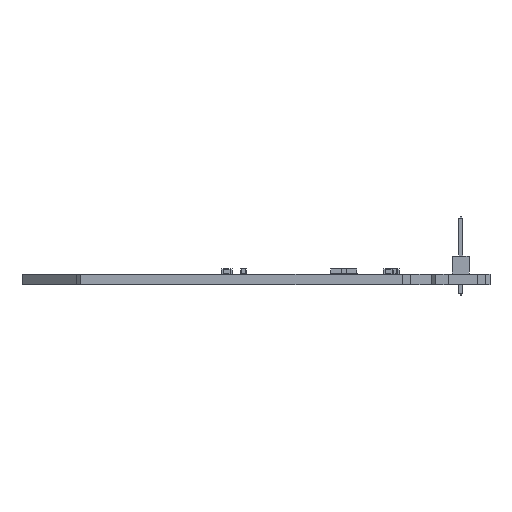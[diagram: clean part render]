
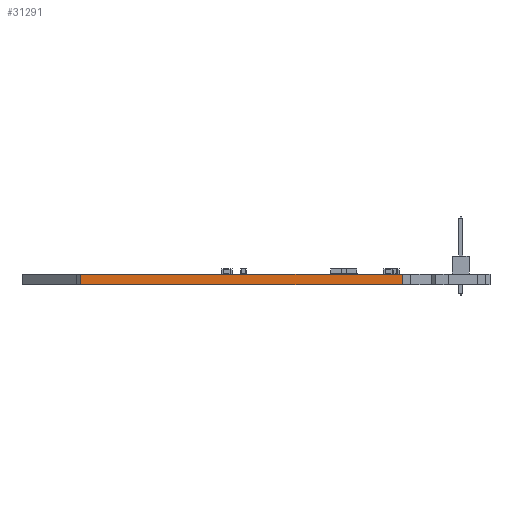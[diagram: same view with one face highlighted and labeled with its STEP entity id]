
A CAD part, left-side view. The second image highlights one B-rep face of the part: STEP entity #31291.
In plain terms, the highlighted planar face has unit normal (-1, 0, 0).
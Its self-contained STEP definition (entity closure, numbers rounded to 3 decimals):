
#16440 = PLANE('',#16441);
#16441 = AXIS2_PLACEMENT_3D('',#16442,#16443,#16444);
#16442 = CARTESIAN_POINT('',(146.998,-114.113,1.6));
#16443 = DIRECTION('',(0.,0.,1.));
#16444 = DIRECTION('',(1.,0.,-0.));
#16468 = PLANE('',#16469);
#16469 = AXIS2_PLACEMENT_3D('',#16470,#16471,#16472);
#16470 = CARTESIAN_POINT('',(104.978,-85.09,0.));
#16471 = DIRECTION('',(0.707,-0.707,0.));
#16472 = DIRECTION('',(-0.707,-0.707,0.));
#16494 = PLANE('',#16495);
#16495 = AXIS2_PLACEMENT_3D('',#16496,#16497,#16498);
#16496 = CARTESIAN_POINT('',(146.998,-114.113,0.));
#16497 = DIRECTION('',(0.,0.,1.));
#16498 = DIRECTION('',(1.,0.,-0.));
#16587 = VERTEX_POINT('',#16588);
#16588 = CARTESIAN_POINT('',(104.343,-85.725,1.6));
#16609 = EDGE_CURVE('',#16610,#16587,#16612,.T.);
#16610 = VERTEX_POINT('',#16611);
#16611 = CARTESIAN_POINT('',(104.343,-85.725,0.));
#16612 = SURFACE_CURVE('',#16613,(#16617,#16624),.PCURVE_S1.);
#16613 = LINE('',#16614,#16615);
#16614 = CARTESIAN_POINT('',(104.343,-85.725,0.));
#16615 = VECTOR('',#16616,1.);
#16616 = DIRECTION('',(0.,0.,1.));
#16617 = PCURVE('',#16468,#16618);
#16618 = DEFINITIONAL_REPRESENTATION('',(#16619),#16623);
#16619 = LINE('',#16620,#16621);
#16620 = CARTESIAN_POINT('',(0.898,0.));
#16621 = VECTOR('',#16622,1.);
#16622 = DIRECTION('',(0.,-1.));
#16623 = ( GEOMETRIC_REPRESENTATION_CONTEXT(2) 
PARAMETRIC_REPRESENTATION_CONTEXT() REPRESENTATION_CONTEXT('2D SPACE',''
  ) );
#16624 = PCURVE('',#16625,#16630);
#16625 = PLANE('',#16626);
#16626 = AXIS2_PLACEMENT_3D('',#16627,#16628,#16629);
#16627 = CARTESIAN_POINT('',(104.343,-85.725,0.));
#16628 = DIRECTION('',(1.,0.,-0.));
#16629 = DIRECTION('',(0.,-1.,0.));
#16630 = DEFINITIONAL_REPRESENTATION('',(#16631),#16635);
#16631 = LINE('',#16632,#16633);
#16632 = CARTESIAN_POINT('',(0.,0.));
#16633 = VECTOR('',#16634,1.);
#16634 = DIRECTION('',(0.,-1.));
#16635 = ( GEOMETRIC_REPRESENTATION_CONTEXT(2) 
PARAMETRIC_REPRESENTATION_CONTEXT() REPRESENTATION_CONTEXT('2D SPACE',''
  ) );
#16663 = EDGE_CURVE('',#16610,#16664,#16666,.T.);
#16664 = VERTEX_POINT('',#16665);
#16665 = CARTESIAN_POINT('',(104.343,-134.62,0.));
#16666 = SURFACE_CURVE('',#16667,(#16671,#16678),.PCURVE_S1.);
#16667 = LINE('',#16668,#16669);
#16668 = CARTESIAN_POINT('',(104.343,-85.725,0.));
#16669 = VECTOR('',#16670,1.);
#16670 = DIRECTION('',(0.,-1.,0.));
#16671 = PCURVE('',#16494,#16672);
#16672 = DEFINITIONAL_REPRESENTATION('',(#16673),#16677);
#16673 = LINE('',#16674,#16675);
#16674 = CARTESIAN_POINT('',(-42.654,28.388));
#16675 = VECTOR('',#16676,1.);
#16676 = DIRECTION('',(0.,-1.));
#16677 = ( GEOMETRIC_REPRESENTATION_CONTEXT(2) 
PARAMETRIC_REPRESENTATION_CONTEXT() REPRESENTATION_CONTEXT('2D SPACE',''
  ) );
#16678 = PCURVE('',#16625,#16679);
#16679 = DEFINITIONAL_REPRESENTATION('',(#16680),#16684);
#16680 = LINE('',#16681,#16682);
#16681 = CARTESIAN_POINT('',(0.,0.));
#16682 = VECTOR('',#16683,1.);
#16683 = DIRECTION('',(1.,0.));
#16684 = ( GEOMETRIC_REPRESENTATION_CONTEXT(2) 
PARAMETRIC_REPRESENTATION_CONTEXT() REPRESENTATION_CONTEXT('2D SPACE',''
  ) );
#16702 = PLANE('',#16703);
#16703 = AXIS2_PLACEMENT_3D('',#16704,#16705,#16706);
#16704 = CARTESIAN_POINT('',(104.343,-134.62,0.));
#16705 = DIRECTION('',(0.,1.,0.));
#16706 = DIRECTION('',(1.,0.,0.));
#24669 = EDGE_CURVE('',#16587,#24670,#24672,.T.);
#24670 = VERTEX_POINT('',#24671);
#24671 = CARTESIAN_POINT('',(104.343,-134.62,1.6));
#24672 = SURFACE_CURVE('',#24673,(#24677,#24684),.PCURVE_S1.);
#24673 = LINE('',#24674,#24675);
#24674 = CARTESIAN_POINT('',(104.343,-85.725,1.6));
#24675 = VECTOR('',#24676,1.);
#24676 = DIRECTION('',(0.,-1.,0.));
#24677 = PCURVE('',#16440,#24678);
#24678 = DEFINITIONAL_REPRESENTATION('',(#24679),#24683);
#24679 = LINE('',#24680,#24681);
#24680 = CARTESIAN_POINT('',(-42.654,28.388));
#24681 = VECTOR('',#24682,1.);
#24682 = DIRECTION('',(0.,-1.));
#24683 = ( GEOMETRIC_REPRESENTATION_CONTEXT(2) 
PARAMETRIC_REPRESENTATION_CONTEXT() REPRESENTATION_CONTEXT('2D SPACE',''
  ) );
#24684 = PCURVE('',#16625,#24685);
#24685 = DEFINITIONAL_REPRESENTATION('',(#24686),#24690);
#24686 = LINE('',#24687,#24688);
#24687 = CARTESIAN_POINT('',(0.,-1.6));
#24688 = VECTOR('',#24689,1.);
#24689 = DIRECTION('',(1.,0.));
#24690 = ( GEOMETRIC_REPRESENTATION_CONTEXT(2) 
PARAMETRIC_REPRESENTATION_CONTEXT() REPRESENTATION_CONTEXT('2D SPACE',''
  ) );
#31291 = ADVANCED_FACE('',(#31292),#16625,.F.);
#31292 = FACE_BOUND('',#31293,.F.);
#31293 = EDGE_LOOP('',(#31294,#31295,#31296,#31317));
#31294 = ORIENTED_EDGE('',*,*,#16609,.T.);
#31295 = ORIENTED_EDGE('',*,*,#24669,.T.);
#31296 = ORIENTED_EDGE('',*,*,#31297,.F.);
#31297 = EDGE_CURVE('',#16664,#24670,#31298,.T.);
#31298 = SURFACE_CURVE('',#31299,(#31303,#31310),.PCURVE_S1.);
#31299 = LINE('',#31300,#31301);
#31300 = CARTESIAN_POINT('',(104.343,-134.62,0.));
#31301 = VECTOR('',#31302,1.);
#31302 = DIRECTION('',(0.,0.,1.));
#31303 = PCURVE('',#16625,#31304);
#31304 = DEFINITIONAL_REPRESENTATION('',(#31305),#31309);
#31305 = LINE('',#31306,#31307);
#31306 = CARTESIAN_POINT('',(48.895,0.));
#31307 = VECTOR('',#31308,1.);
#31308 = DIRECTION('',(0.,-1.));
#31309 = ( GEOMETRIC_REPRESENTATION_CONTEXT(2) 
PARAMETRIC_REPRESENTATION_CONTEXT() REPRESENTATION_CONTEXT('2D SPACE',''
  ) );
#31310 = PCURVE('',#16702,#31311);
#31311 = DEFINITIONAL_REPRESENTATION('',(#31312),#31316);
#31312 = LINE('',#31313,#31314);
#31313 = CARTESIAN_POINT('',(0.,0.));
#31314 = VECTOR('',#31315,1.);
#31315 = DIRECTION('',(0.,-1.));
#31316 = ( GEOMETRIC_REPRESENTATION_CONTEXT(2) 
PARAMETRIC_REPRESENTATION_CONTEXT() REPRESENTATION_CONTEXT('2D SPACE',''
  ) );
#31317 = ORIENTED_EDGE('',*,*,#16663,.F.);
